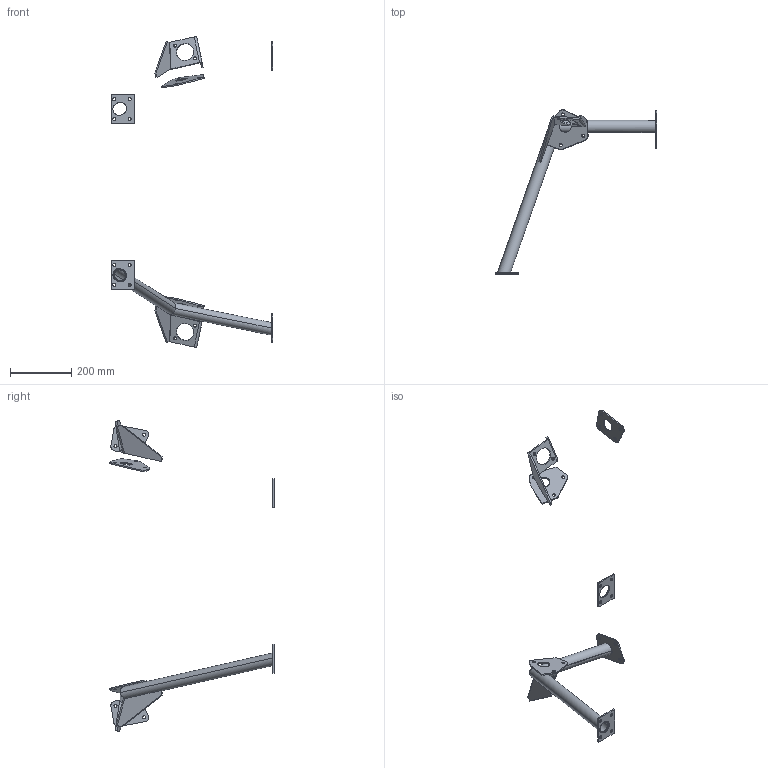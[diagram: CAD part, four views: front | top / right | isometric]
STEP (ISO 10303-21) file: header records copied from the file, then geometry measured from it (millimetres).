
FILE_DESCRIPTION((''),'2;1');
FILE_NAME('SAVANNAH_STEP_ASM','2015-03-16T',('Roberto'),(''),'PRO/ENGINEER BY PARAMETRIC TECHNOLOGY CORPORATION, 2008310','PRO/ENGINEER BY PARAMETRIC TECHNOLOGY CORPORATION, 2008310','');
FILE_SCHEMA(('CONFIG_CONTROL_DESIGN'));
Length unit declared in the file: millimetre
Products named in the file (16): MANIFOLD_SOLID_BREP_369; MANIFOLD_SOLID_BREP_738; DUOMO_ANT_41_ASM; MANIFOLD_SOLID_BREP_1478; MANIFOLD_SOLID_BREP_2184; PTT01S004005A_SUPP_INT_D_ANT_10_ASM; MANIFOLD_SOLID_BREP_3131; MANIFOLD_SOLID_BREP_4050; PTT01S004006A_PTT01S005006A_40_ASM; MANIFOLD_SOLID_BREP_4764; MANIFOLD_SOLID_BREP_5449; PTT01S004004A_P_SUP_DUOMO_ANT_2_ASM; MANIFOLD_SOLID_BREP_6324; MANIFOLD_SOLID_BREP_7171; PTT01S004003A_P_INF_DUOMO_ANT_3_ASM; ASM0001_ASM
Assembly tree (15 placements, depth 3):
  ASM0001_ASM
    DUOMO_ANT_41_ASM
      MANIFOLD_SOLID_BREP_369
      MANIFOLD_SOLID_BREP_738
    PTT01S004005A_SUPP_INT_D_ANT_10_ASM
      MANIFOLD_SOLID_BREP_1478
      MANIFOLD_SOLID_BREP_2184
    PTT01S004006A_PTT01S005006A_40_ASM
      MANIFOLD_SOLID_BREP_3131
      MANIFOLD_SOLID_BREP_4050
    PTT01S004004A_P_SUP_DUOMO_ANT_2_ASM
      MANIFOLD_SOLID_BREP_4764
      MANIFOLD_SOLID_BREP_5449
    PTT01S004003A_P_INF_DUOMO_ANT_3_ASM
      MANIFOLD_SOLID_BREP_6324
      MANIFOLD_SOLID_BREP_7171
Bounding box: 526.64 x 535.02 x 1013.35 mm (x, y, z)
Volume: 595907.1 mm3; surface area: 378414 mm2
Topology: 7 solids, 9 shells, 198 faces, 540 edges, 360 vertices
Faces by surface type: cylinder 110, plane 82, extrusion 4, bspline 2
Entity records: 7172 total; most frequent: CARTESIAN_POINT 1660, DIRECTION 1128, ORIENTED_EDGE 1061, EDGE_CURVE 540, AXIS2_PLACEMENT_3D 430, VERTEX_POINT 360, VECTOR 268, EDGE_LOOP 268
